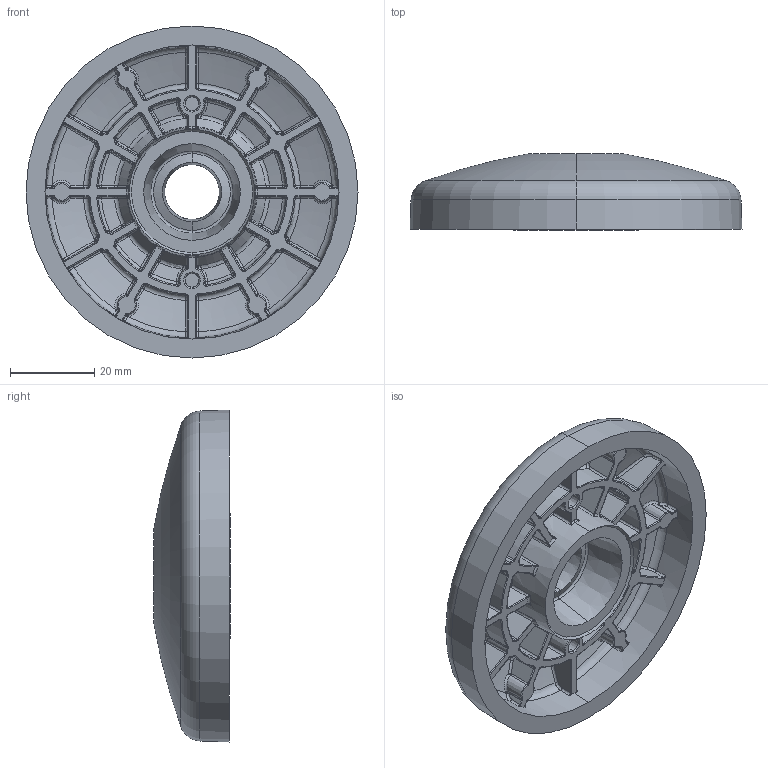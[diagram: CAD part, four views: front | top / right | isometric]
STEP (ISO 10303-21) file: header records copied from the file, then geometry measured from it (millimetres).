
FILE_DESCRIPTION (( 'STEP AP214' ), '1' );
FILE_NAME ('098a080zs.STEP', '2014-08-12T08:36:06', ( '' ), ( '' ), 'SwSTEP 2.0', 'SolidWorks 2014', '' );
FILE_SCHEMA (( 'AUTOMOTIVE_DESIGN' ));
Length unit declared in the file: millimetre
Products named in the file (1): 098a080zs
Bounding box: 79 x 18.2 x 79 mm (x, y, z)
Volume: 33477.8 mm3; surface area: 20125.5 mm2
Topology: 1 solids, 1 shells, 964 faces, 2231 edges, 1248 vertices
Faces by surface type: bspline 540, torus 161, cone 92, plane 65, cylinder 60, sphere 46
Entity records: 36586 total; most frequent: CARTESIAN_POINT 18712, ORIENTED_EDGE 4414, DIRECTION 2908, EDGE_CURVE 2207, AXIS2_PLACEMENT_3D 1382, VERTEX_POINT 1248, B_SPLINE_CURVE_WITH_KNOTS 1106, EDGE_LOOP 969
